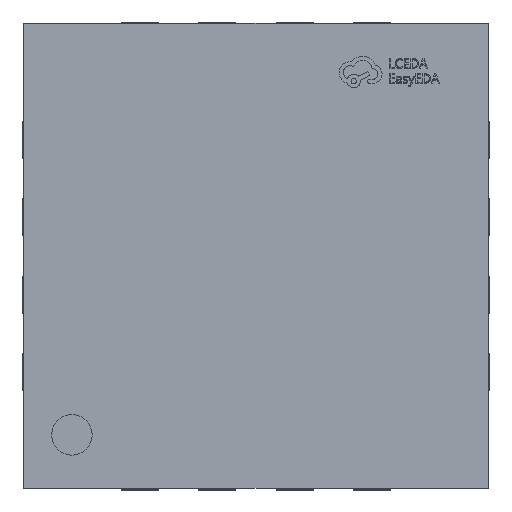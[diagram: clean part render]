
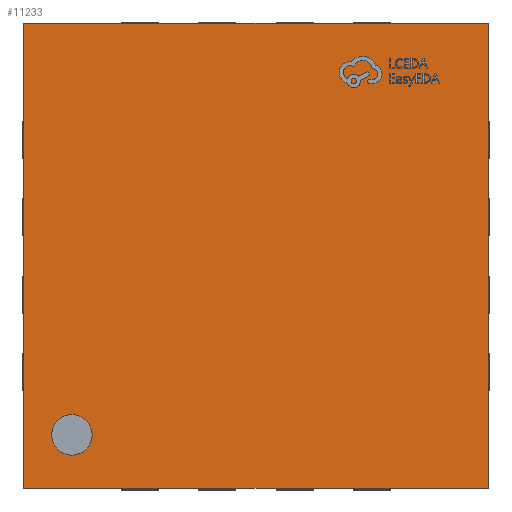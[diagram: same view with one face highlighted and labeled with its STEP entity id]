
A CAD part, top view. The second image highlights one B-rep face of the part: STEP entity #11233.
In plain terms, the highlighted planar face has unit normal (0, 0, 1).
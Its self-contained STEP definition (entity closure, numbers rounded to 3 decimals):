
#39 = FACE_OUTER_BOUND ( 'NONE', #6105, .T. ) ;
#170 = DIRECTION ( 'NONE',  ( 0., -1., 0. ) ) ;
#278 = EDGE_CURVE ( 'NONE', #14259, #13879, #1335, .T. ) ;
#343 = VERTEX_POINT ( 'NONE', #999 ) ;
#575 = EDGE_CURVE ( 'NONE', #343, #14259, #6573, .T. ) ;
#757 = CARTESIAN_POINT ( 'NONE',  ( -1.188, -1.156, 0.81 ) ) ;
#953 = DIRECTION ( 'NONE',  ( 1., 0., 0. ) ) ;
#999 = CARTESIAN_POINT ( 'NONE',  ( 1.5, -1.5, 0.81 ) ) ;
#1185 = CARTESIAN_POINT ( 'NONE',  ( -1.5, 1.5, 0.81 ) ) ;
#1249 = LINE ( 'NONE', #4708, #9322 ) ;
#1335 = LINE ( 'NONE', #14209, #5364 ) ;
#1648 = CARTESIAN_POINT ( 'NONE',  ( 1.5, 1.5, 0.81 ) ) ;
#2035 = ORIENTED_EDGE ( 'NONE', *, *, #278, .T. ) ;
#2798 = DIRECTION ( 'NONE',  ( 0., 1., 0. ) ) ;
#2869 = EDGE_LOOP ( 'NONE', ( #11798, #3483 ) ) ;
#3457 = CARTESIAN_POINT ( 'NONE',  ( 0., 0., 0.81 ) ) ;
#3483 = ORIENTED_EDGE ( 'NONE', *, *, #14332, .F. ) ;
#3511 = PLANE ( 'NONE',  #9085 ) ;
#4183 = AXIS2_PLACEMENT_3D ( 'NONE', #8534, #14042, #8592 ) ;
#4196 = DIRECTION ( 'NONE',  ( 0., 0., 1. ) ) ;
#4708 = CARTESIAN_POINT ( 'NONE',  ( -1.5, 1.5, 0.81 ) ) ;
#4766 = CARTESIAN_POINT ( 'NONE',  ( -1.319, -1.156, 0.81 ) ) ;
#4873 = ORIENTED_EDGE ( 'NONE', *, *, #575, .T. ) ;
#5288 = ORIENTED_EDGE ( 'NONE', *, *, #13226, .T. ) ;
#5364 = VECTOR ( 'NONE', #7218, 1000. ) ;
#5701 = DIRECTION ( 'NONE',  ( 1., 0., 0. ) ) ;
#6105 = EDGE_LOOP ( 'NONE', ( #4873, #2035, #7799, #5288 ) ) ;
#6573 = LINE ( 'NONE', #1648, #12594 ) ;
#6787 = CIRCLE ( 'NONE', #7576, 0.131 ) ;
#7218 = DIRECTION ( 'NONE',  ( -1., 0., 0. ) ) ;
#7576 = AXIS2_PLACEMENT_3D ( 'NONE', #757, #4196, #9908 ) ;
#7713 = EDGE_CURVE ( 'NONE', #13879, #14157, #1249, .T. ) ;
#7722 = VERTEX_POINT ( 'NONE', #4766 ) ;
#7772 = CARTESIAN_POINT ( 'NONE',  ( -1.5, -1.5, 0.81 ) ) ;
#7799 = ORIENTED_EDGE ( 'NONE', *, *, #7713, .T. ) ;
#8534 = CARTESIAN_POINT ( 'NONE',  ( -1.188, -1.156, 0.81 ) ) ;
#8592 = DIRECTION ( 'NONE',  ( 1., 0., 0. ) ) ;
#9085 = AXIS2_PLACEMENT_3D ( 'NONE', #3457, #11330, #5701 ) ;
#9322 = VECTOR ( 'NONE', #170, 1000. ) ;
#9330 = LINE ( 'NONE', #7772, #14287 ) ;
#9540 = VERTEX_POINT ( 'NONE', #13139 ) ;
#9908 = DIRECTION ( 'NONE',  ( 1., 0., 0. ) ) ;
#10428 = EDGE_CURVE ( 'NONE', #9540, #7722, #10829, .T. ) ;
#10791 = FACE_BOUND ( 'NONE', #2869, .T. ) ;
#10829 = CIRCLE ( 'NONE', #4183, 0.131 ) ;
#11030 = CARTESIAN_POINT ( 'NONE',  ( 1.5, 1.5, 0.81 ) ) ;
#11233 = ADVANCED_FACE ( 'NONE', ( #10791, #39 ), #3511, .T. ) ;
#11330 = DIRECTION ( 'NONE',  ( 0., 0., 1. ) ) ;
#11798 = ORIENTED_EDGE ( 'NONE', *, *, #10428, .F. ) ;
#11998 = CARTESIAN_POINT ( 'NONE',  ( -1.5, -1.5, 0.81 ) ) ;
#12594 = VECTOR ( 'NONE', #2798, 1000. ) ;
#13139 = CARTESIAN_POINT ( 'NONE',  ( -1.057, -1.156, 0.81 ) ) ;
#13226 = EDGE_CURVE ( 'NONE', #14157, #343, #9330, .T. ) ;
#13879 = VERTEX_POINT ( 'NONE', #1185 ) ;
#14042 = DIRECTION ( 'NONE',  ( 0., 0., 1. ) ) ;
#14157 = VERTEX_POINT ( 'NONE', #11998 ) ;
#14209 = CARTESIAN_POINT ( 'NONE',  ( -1.5, 1.5, 0.81 ) ) ;
#14259 = VERTEX_POINT ( 'NONE', #11030 ) ;
#14287 = VECTOR ( 'NONE', #953, 1000. ) ;
#14332 = EDGE_CURVE ( 'NONE', #7722, #9540, #6787, .T. ) ;
